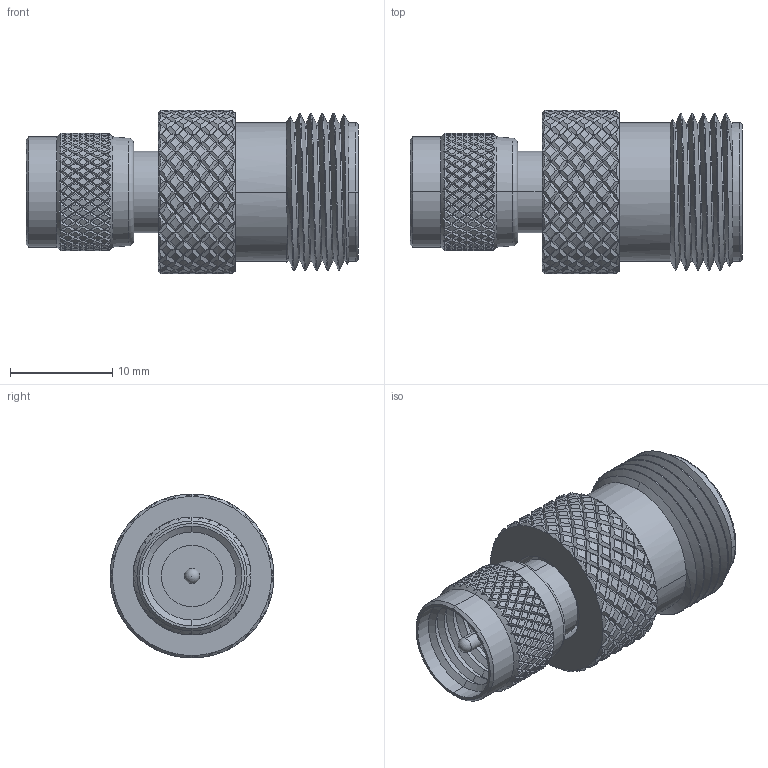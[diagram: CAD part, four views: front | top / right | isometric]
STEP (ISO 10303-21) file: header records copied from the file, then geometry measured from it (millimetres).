
FILE_DESCRIPTION (( 'STEP AP214' ), '1' );
FILE_NAME ('AXA-NFMUM.STEP', '2019-02-13T20:04:51', ( '' ), ( '' ), 'SwSTEP 2.0', 'SolidWorks 2017', '' );
FILE_SCHEMA (( 'AUTOMOTIVE_DESIGN' ));
Length unit declared in the file: millimetre
Products named in the file (5): AXA-NFMUM-MA2___; AXA-NFMUM; 1AB04-033-MA4___; AXA-NFMUM-MA1_With Knurl; 1AB04-033-MA3___
Assembly tree (4 placements, depth 2):
  AXA-NFMUM
    AXA-NFMUM-MA2___
    1AB04-033-MA3___
    1AB04-033-MA4___
    AXA-NFMUM-MA1_With Knurl
Bounding box: 32.4 x 16 x 16 mm (x, y, z)
Volume: 3066.3 mm3; surface area: 3608.3 mm2
Topology: 4 solids, 4 shells, 2754 faces, 5702 edges, 2966 vertices
Faces by surface type: bspline 1978, cylinder 608, cone 125, plane 32, torus 10, sphere 1
Entity records: 154772 total; most frequent: CARTESIAN_POINT 119534, ORIENTED_EDGE 11390, EDGE_CURVE 5695, VERTEX_POINT 2964, EDGE_LOOP 2775, FACE_OUTER_BOUND 2754, ADVANCED_FACE 2754, DIRECTION 2511
